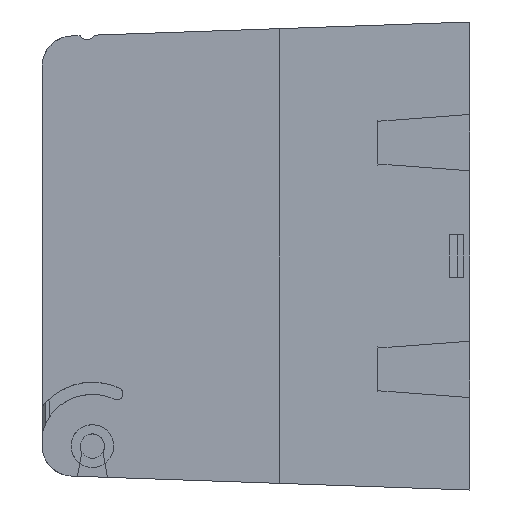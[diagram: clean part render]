
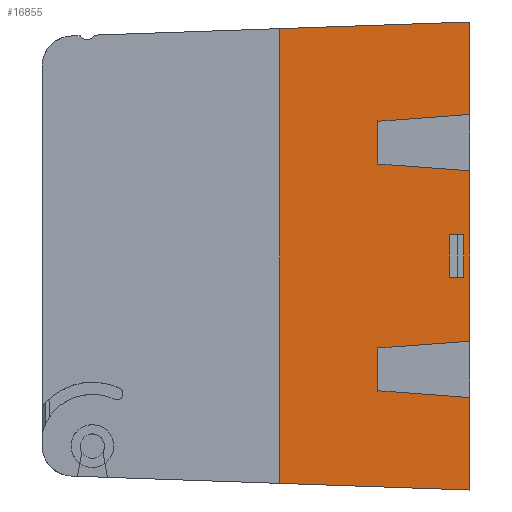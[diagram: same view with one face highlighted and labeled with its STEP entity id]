
A CAD part, left-side view. The second image highlights one B-rep face of the part: STEP entity #16855.
In plain terms, the highlighted planar face has unit normal (-1, 0, 0).
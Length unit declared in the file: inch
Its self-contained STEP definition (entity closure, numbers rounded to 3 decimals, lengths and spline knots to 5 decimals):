
#34 = VECTOR ( 'NONE', #5042, 39.37008 ) ;
#718 = VERTEX_POINT ( 'NONE', #55995 ) ;
#1320 = LINE ( 'NONE', #22824, #25107 ) ;
#2621 = LINE ( 'NONE', #45589, #32937 ) ;
#3522 = CARTESIAN_POINT ( 'NONE',  ( -1.395, 0.04, -0.14 ) ) ;
#3711 = CARTESIAN_POINT ( 'NONE',  ( -1.395, 0.04, 0.14 ) ) ;
#3728 = CARTESIAN_POINT ( 'NONE',  ( -1.395, 1.25, 1.49391 ) ) ;
#4127 = EDGE_LOOP ( 'NONE', ( #19405, #51514, #6569, #19035, #25855, #16597, #17162, #35596, #20141, #40970, #32767, #26050 ) ) ;
#5042 = DIRECTION ( 'NONE',  ( 0., 0., -1. ) ) ;
#5074 = CARTESIAN_POINT ( 'NONE',  ( -1.395, 0.604, -0.60477 ) ) ;
#6287 = ORIENTED_EDGE ( 'NONE', *, *, #16760, .T. ) ;
#6452 = DIRECTION ( 'NONE',  ( 0., 0.999, -0.035 ) ) ;
#6569 = ORIENTED_EDGE ( 'NONE', *, *, #36796, .F. ) ;
#7467 = CARTESIAN_POINT ( 'NONE',  ( -1.395, 0.604, -0.56 ) ) ;
#9385 = DIRECTION ( 'NONE',  ( 0., -1., 0. ) ) ;
#9595 = EDGE_CURVE ( 'NONE', #31096, #14715, #33888, .T. ) ;
#10719 = DIRECTION ( 'NONE',  ( 0., 0., 1. ) ) ;
#11334 = CARTESIAN_POINT ( 'NONE',  ( -1.395, 0.604, -0.88523 ) ) ;
#11337 = CARTESIAN_POINT ( 'NONE',  ( -1.395, 0.133, 0.14 ) ) ;
#12316 = DIRECTION ( 'NONE',  ( -1., 0., 0. ) ) ;
#12372 = DIRECTION ( 'NONE',  ( 0., -0.997, 0.074 ) ) ;
#13239 = LINE ( 'NONE', #43565, #13404 ) ;
#13404 = VECTOR ( 'NONE', #12372, 39.37008 ) ;
#13911 = VERTEX_POINT ( 'NONE', #51217 ) ;
#13946 = LINE ( 'NONE', #22883, #36229 ) ;
#14252 = CARTESIAN_POINT ( 'NONE',  ( -1.395, 1.1485, -1.49745 ) ) ;
#14715 = VERTEX_POINT ( 'NONE', #36102 ) ;
#15404 = EDGE_CURVE ( 'NONE', #33807, #31736, #2621, .T. ) ;
#15523 = VECTOR ( 'NONE', #30101, 39.37008 ) ;
#15778 = LINE ( 'NONE', #7467, #15523 ) ;
#16251 = LINE ( 'NONE', #55524, #50340 ) ;
#16597 = ORIENTED_EDGE ( 'NONE', *, *, #26656, .F. ) ;
#16760 = EDGE_CURVE ( 'NONE', #14715, #44017, #37972, .T. ) ;
#16855 = ADVANCED_FACE ( 'NONE', ( #36196, #36091 ), #38284, .T. ) ;
#17105 = VECTOR ( 'NONE', #6452, 39.37008 ) ;
#17159 = LINE ( 'NONE', #33227, #17105 ) ;
#17162 = ORIENTED_EDGE ( 'NONE', *, *, #17721, .T. ) ;
#17721 = EDGE_CURVE ( 'NONE', #13911, #30933, #17159, .T. ) ;
#17934 = EDGE_CURVE ( 'NONE', #50515, #36162, #13239, .T. ) ;
#18404 = CARTESIAN_POINT ( 'NONE',  ( -1.395, 0.604, 0.88523 ) ) ;
#19035 = ORIENTED_EDGE ( 'NONE', *, *, #32696, .T. ) ;
#19368 = ORIENTED_EDGE ( 'NONE', *, *, #35497, .F. ) ;
#19405 = ORIENTED_EDGE ( 'NONE', *, *, #17934, .T. ) ;
#19800 = CARTESIAN_POINT ( 'NONE',  ( -1.395, 0.604, 0.60477 ) ) ;
#20141 = ORIENTED_EDGE ( 'NONE', *, *, #34087, .F. ) ;
#20158 = VECTOR ( 'NONE', #43226, 39.37008 ) ;
#20960 = EDGE_CURVE ( 'NONE', #33807, #50515, #15778, .T. ) ;
#21079 = LINE ( 'NONE', #3522, #44771 ) ;
#21085 = CARTESIAN_POINT ( 'NONE',  ( -1.395, 0., -1.53756 ) ) ;
#22275 = CARTESIAN_POINT ( 'NONE',  ( -1.395, 0.133, -0.14 ) ) ;
#22619 = DIRECTION ( 'NONE',  ( 0., 0., 1. ) ) ;
#22824 = CARTESIAN_POINT ( 'NONE',  ( -1.395, 1.25, -0.5 ) ) ;
#22883 = CARTESIAN_POINT ( 'NONE',  ( -1.395, 0.51262, 0.59799 ) ) ;
#23194 = DIRECTION ( 'NONE',  ( 0., -0.997, -0.074 ) ) ;
#25056 = CARTESIAN_POINT ( 'NONE',  ( -1.395, 1.25, -1.49391 ) ) ;
#25107 = VECTOR ( 'NONE', #22619, 39.37008 ) ;
#25855 = ORIENTED_EDGE ( 'NONE', *, *, #28519, .T. ) ;
#26050 = ORIENTED_EDGE ( 'NONE', *, *, #20960, .T. ) ;
#26656 = EDGE_CURVE ( 'NONE', #13911, #718, #27270, .T. ) ;
#26910 = VECTOR ( 'NONE', #40422, 39.37008 ) ;
#27237 = VECTOR ( 'NONE', #46098, 39.37008 ) ;
#27270 = LINE ( 'NONE', #37120, #27237 ) ;
#27356 = DIRECTION ( 'NONE',  ( 0., -0.997, -0.074 ) ) ;
#28515 = LINE ( 'NONE', #36127, #52187 ) ;
#28519 = EDGE_CURVE ( 'NONE', #36830, #718, #54183, .T. ) ;
#30101 = DIRECTION ( 'NONE',  ( 0., 0., 1. ) ) ;
#30933 = VERTEX_POINT ( 'NONE', #3728 ) ;
#31096 = VERTEX_POINT ( 'NONE', #22275 ) ;
#31736 = VERTEX_POINT ( 'NONE', #42618 ) ;
#32624 = CARTESIAN_POINT ( 'NONE',  ( -1.395, 0., 0.93 ) ) ;
#32696 = EDGE_CURVE ( 'NONE', #57480, #36830, #16251, .T. ) ;
#32767 = ORIENTED_EDGE ( 'NONE', *, *, #15404, .F. ) ;
#32937 = VECTOR ( 'NONE', #23194, 39.37008 ) ;
#33227 = CARTESIAN_POINT ( 'NONE',  ( -1.395, 1.1485, 1.49745 ) ) ;
#33350 = VERTEX_POINT ( 'NONE', #25056 ) ;
#33807 = VERTEX_POINT ( 'NONE', #11334 ) ;
#33888 = LINE ( 'NONE', #51758, #20158 ) ;
#34087 = EDGE_CURVE ( 'NONE', #52163, #33350, #47342, .T. ) ;
#34719 = CARTESIAN_POINT ( 'NONE',  ( -1.395, 0., 0.56 ) ) ;
#34744 = DIRECTION ( 'NONE',  ( 0., 0., 1. ) ) ;
#35259 = ORIENTED_EDGE ( 'NONE', *, *, #9595, .T. ) ;
#35497 = EDGE_CURVE ( 'NONE', #45014, #44017, #21079, .T. ) ;
#35596 = ORIENTED_EDGE ( 'NONE', *, *, #39740, .F. ) ;
#36091 = FACE_BOUND ( 'NONE', #43211, .T. ) ;
#36102 = CARTESIAN_POINT ( 'NONE',  ( -1.395, 0.133, 0.14 ) ) ;
#36127 = CARTESIAN_POINT ( 'NONE',  ( -1.395, 0.133, -0.14 ) ) ;
#36162 = VERTEX_POINT ( 'NONE', #45546 ) ;
#36196 = FACE_OUTER_BOUND ( 'NONE', #4127, .T. ) ;
#36229 = VECTOR ( 'NONE', #27356, 39.37008 ) ;
#36269 = CARTESIAN_POINT ( 'NONE',  ( -1.395, 0., 1.4375 ) ) ;
#36796 = EDGE_CURVE ( 'NONE', #57480, #55671, #13946, .T. ) ;
#36830 = VERTEX_POINT ( 'NONE', #18404 ) ;
#37120 = CARTESIAN_POINT ( 'NONE',  ( -1.395, 0., 1.4375 ) ) ;
#37656 = ORIENTED_EDGE ( 'NONE', *, *, #51838, .F. ) ;
#37679 = VECTOR ( 'NONE', #42303, 39.37008 ) ;
#37972 = LINE ( 'NONE', #11337, #37679 ) ;
#38284 = PLANE ( 'NONE',  #52907 ) ;
#39065 = CARTESIAN_POINT ( 'NONE',  ( -1.395, 0.594, -0.5 ) ) ;
#39740 = EDGE_CURVE ( 'NONE', #33350, #30933, #1320, .T. ) ;
#40422 = DIRECTION ( 'NONE',  ( 0., 0., -1. ) ) ;
#40970 = ORIENTED_EDGE ( 'NONE', *, *, #44168, .F. ) ;
#42303 = DIRECTION ( 'NONE',  ( 0., -1., 0. ) ) ;
#42618 = CARTESIAN_POINT ( 'NONE',  ( -1.395, 0., -0.93 ) ) ;
#43211 = EDGE_LOOP ( 'NONE', ( #19368, #37656, #35259, #6287 ) ) ;
#43226 = DIRECTION ( 'NONE',  ( 0., 0., 1. ) ) ;
#43505 = DIRECTION ( 'NONE',  ( 0., 0., 1. ) ) ;
#43565 = CARTESIAN_POINT ( 'NONE',  ( -1.395, 0., -0.56 ) ) ;
#44017 = VERTEX_POINT ( 'NONE', #3711 ) ;
#44168 = EDGE_CURVE ( 'NONE', #31736, #52163, #46092, .T. ) ;
#44319 = CARTESIAN_POINT ( 'NONE',  ( -1.395, 0., 1.4375 ) ) ;
#44771 = VECTOR ( 'NONE', #34744, 39.37008 ) ;
#45014 = VERTEX_POINT ( 'NONE', #51355 ) ;
#45546 = CARTESIAN_POINT ( 'NONE',  ( -1.395, 0., -0.56 ) ) ;
#45589 = CARTESIAN_POINT ( 'NONE',  ( -1.395, 0.62245, -0.88387 ) ) ;
#45771 = EDGE_CURVE ( 'NONE', #55671, #36162, #56189, .T. ) ;
#46092 = LINE ( 'NONE', #36269, #34 ) ;
#46098 = DIRECTION ( 'NONE',  ( 0., 0., -1. ) ) ;
#46273 = DIRECTION ( 'NONE',  ( 0., -0.997, 0.074 ) ) ;
#47342 = LINE ( 'NONE', #14252, #57766 ) ;
#49857 = DIRECTION ( 'NONE',  ( 0., 0.999, 0.035 ) ) ;
#50340 = VECTOR ( 'NONE', #10719, 39.37008 ) ;
#50515 = VERTEX_POINT ( 'NONE', #5074 ) ;
#51217 = CARTESIAN_POINT ( 'NONE',  ( -1.395, 0., 1.53756 ) ) ;
#51355 = CARTESIAN_POINT ( 'NONE',  ( -1.395, 0.04, -0.14 ) ) ;
#51514 = ORIENTED_EDGE ( 'NONE', *, *, #45771, .F. ) ;
#51758 = CARTESIAN_POINT ( 'NONE',  ( -1.395, 0.133, -0.14 ) ) ;
#51838 = EDGE_CURVE ( 'NONE', #31096, #45014, #28515, .T. ) ;
#52163 = VERTEX_POINT ( 'NONE', #21085 ) ;
#52187 = VECTOR ( 'NONE', #9385, 39.37008 ) ;
#52907 = AXIS2_PLACEMENT_3D ( 'NONE', #39065, #12316, #43505 ) ;
#54072 = VECTOR ( 'NONE', #46273, 39.37008 ) ;
#54183 = LINE ( 'NONE', #32624, #54072 ) ;
#55524 = CARTESIAN_POINT ( 'NONE',  ( -1.395, 0.604, 0.56 ) ) ;
#55671 = VERTEX_POINT ( 'NONE', #34719 ) ;
#55995 = CARTESIAN_POINT ( 'NONE',  ( -1.395, 0., 0.93 ) ) ;
#56189 = LINE ( 'NONE', #44319, #26910 ) ;
#57480 = VERTEX_POINT ( 'NONE', #19800 ) ;
#57766 = VECTOR ( 'NONE', #49857, 39.37008 ) ;
